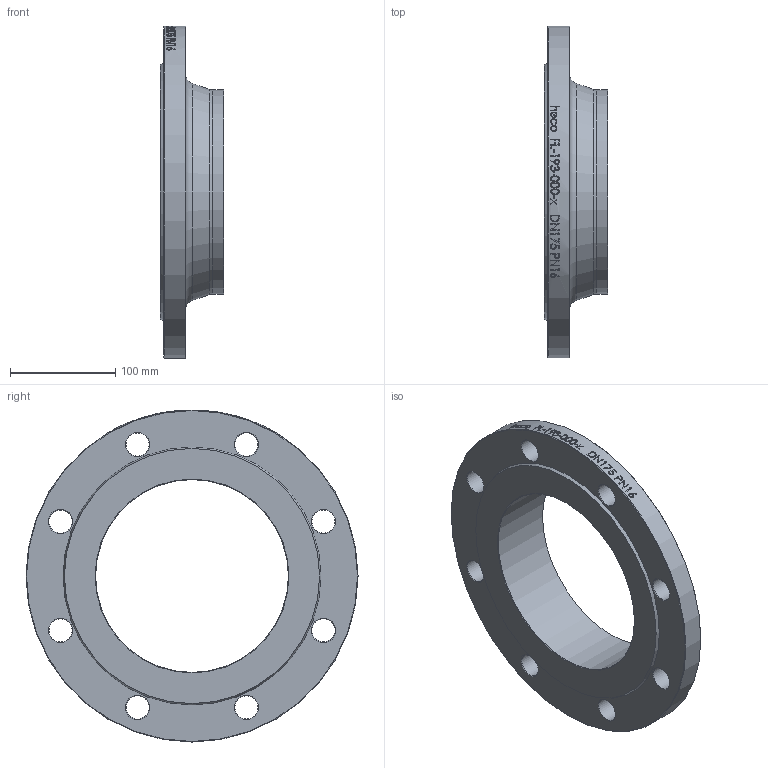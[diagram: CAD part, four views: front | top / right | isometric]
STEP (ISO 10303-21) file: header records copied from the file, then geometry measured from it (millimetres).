
FILE_DESCRIPTION (( 'STEP AP214' ), '1' );
FILE_NAME ('FL-193-000-x Vorschweissflansch DN175 PN16 iso DIN2633 2009.STEP', '2020-09-15T10:03:57', ( '' ), ( '' ), 'SwSTEP 2.0', 'SolidWorks 2019', '' );
FILE_SCHEMA (( 'AUTOMOTIVE_DESIGN' ));
Length unit declared in the file: millimetre
Products named in the file (1): FL-193-000-x Vorschweissflansch DN175 PN16 iso DIN2633 2009
Bounding box: 60 x 315 x 315 mm (x, y, z)
Volume: 1261869.8 mm3; surface area: 181451 mm2
Topology: 1 solids, 1 shells, 72 faces, 334 edges, 299 vertices
Faces by surface type: cylinder 45, cone 21, plane 4, torus 2
Full cylindrical faces by diameter (mm): 22 x8, 182.9 x1, 193.7 x1, 315 x1
Entity records: 8498 total; most frequent: CARTESIAN_POINT 5682, ORIENTED_EDGE 574, DIRECTION 389, EDGE_CURVE 287, VERTEX_POINT 287, AXIS2_PLACEMENT_3D 174, EDGE_LOOP 160, B_SPLINE_CURVE_WITH_KNOTS 145
